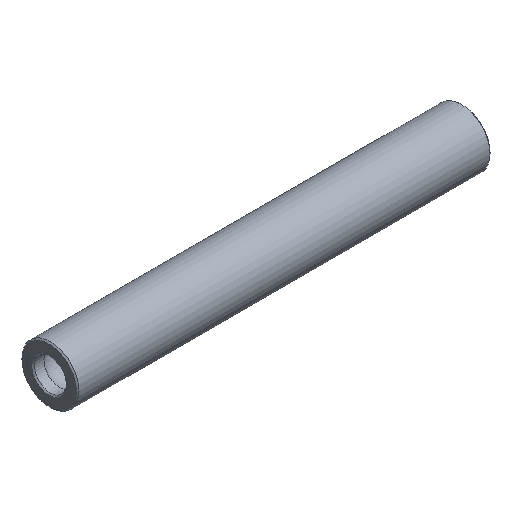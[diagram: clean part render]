
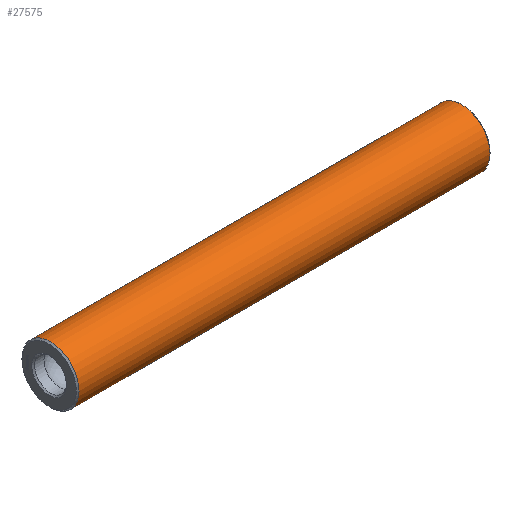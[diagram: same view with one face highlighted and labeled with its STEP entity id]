
A CAD part, isometric view. The second image highlights one B-rep face of the part: STEP entity #27575.
In plain terms, the highlighted cylindrical face has radius 6.25 mm (diameter 12.5 mm), a full revolution.
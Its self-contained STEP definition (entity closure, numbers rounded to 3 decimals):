
#126 = CONICAL_SURFACE('',#127,5.95,0.785);
#127 = AXIS2_PLACEMENT_3D('',#128,#129,#130);
#128 = CARTESIAN_POINT('',(-90.625,0.,0.));
#129 = DIRECTION('',(1.,0.,0.));
#130 = DIRECTION('',(0.,0.,1.));
#10249 = VERTEX_POINT('',#10250);
#10250 = CARTESIAN_POINT('',(-90.325,0.,6.25));
#10271 = EDGE_CURVE('',#10249,#10249,#10272,.T.);
#10272 = SURFACE_CURVE('',#10273,(#10278,#10285),.PCURVE_S1.);
#10273 = CIRCLE('',#10274,6.25);
#10274 = AXIS2_PLACEMENT_3D('',#10275,#10276,#10277);
#10275 = CARTESIAN_POINT('',(-90.325,0.,0.));
#10276 = DIRECTION('',(1.,0.,0.));
#10277 = DIRECTION('',(0.,0.,1.));
#10278 = PCURVE('',#126,#10279);
#10279 = DEFINITIONAL_REPRESENTATION('',(#10280),#10284);
#10280 = LINE('',#10281,#10282);
#10281 = CARTESIAN_POINT('',(0.,0.3));
#10282 = VECTOR('',#10283,1.);
#10283 = DIRECTION('',(1.,0.));
#10284 = ( GEOMETRIC_REPRESENTATION_CONTEXT(2) 
PARAMETRIC_REPRESENTATION_CONTEXT() REPRESENTATION_CONTEXT('2D SPACE',''
  ) );
#10285 = PCURVE('',#10286,#10291);
#10286 = CYLINDRICAL_SURFACE('',#10287,6.25);
#10287 = AXIS2_PLACEMENT_3D('',#10288,#10289,#10290);
#10288 = CARTESIAN_POINT('',(-90.325,0.,0.));
#10289 = DIRECTION('',(1.,0.,0.));
#10290 = DIRECTION('',(0.,0.,1.));
#10291 = DEFINITIONAL_REPRESENTATION('',(#10292),#10296);
#10292 = LINE('',#10293,#10294);
#10293 = CARTESIAN_POINT('',(0.,0.));
#10294 = VECTOR('',#10295,1.);
#10295 = DIRECTION('',(1.,0.));
#10296 = ( GEOMETRIC_REPRESENTATION_CONTEXT(2) 
PARAMETRIC_REPRESENTATION_CONTEXT() REPRESENTATION_CONTEXT('2D SPACE',''
  ) );
#27575 = ADVANCED_FACE('',(#27576),#10286,.T.);
#27576 = FACE_BOUND('',#27577,.T.);
#27577 = EDGE_LOOP('',(#27578,#27579,#27602,#27629));
#27578 = ORIENTED_EDGE('',*,*,#10271,.T.);
#27579 = ORIENTED_EDGE('',*,*,#27580,.T.);
#27580 = EDGE_CURVE('',#10249,#27581,#27583,.T.);
#27581 = VERTEX_POINT('',#27582);
#27582 = CARTESIAN_POINT('',(-0.3,0.,6.25));
#27583 = SEAM_CURVE('',#27584,(#27588,#27595),.PCURVE_S1.);
#27584 = LINE('',#27585,#27586);
#27585 = CARTESIAN_POINT('',(-90.325,0.,6.25));
#27586 = VECTOR('',#27587,1.);
#27587 = DIRECTION('',(1.,0.,0.));
#27588 = PCURVE('',#10286,#27589);
#27589 = DEFINITIONAL_REPRESENTATION('',(#27590),#27594);
#27590 = LINE('',#27591,#27592);
#27591 = CARTESIAN_POINT('',(0.,0.));
#27592 = VECTOR('',#27593,1.);
#27593 = DIRECTION('',(0.,1.));
#27594 = ( GEOMETRIC_REPRESENTATION_CONTEXT(2) 
PARAMETRIC_REPRESENTATION_CONTEXT() REPRESENTATION_CONTEXT('2D SPACE',''
  ) );
#27595 = PCURVE('',#10286,#27596);
#27596 = DEFINITIONAL_REPRESENTATION('',(#27597),#27601);
#27597 = LINE('',#27598,#27599);
#27598 = CARTESIAN_POINT('',(6.283,0.));
#27599 = VECTOR('',#27600,1.);
#27600 = DIRECTION('',(0.,1.));
#27601 = ( GEOMETRIC_REPRESENTATION_CONTEXT(2) 
PARAMETRIC_REPRESENTATION_CONTEXT() REPRESENTATION_CONTEXT('2D SPACE',''
  ) );
#27602 = ORIENTED_EDGE('',*,*,#27603,.F.);
#27603 = EDGE_CURVE('',#27581,#27581,#27604,.T.);
#27604 = SURFACE_CURVE('',#27605,(#27610,#27617),.PCURVE_S1.);
#27605 = CIRCLE('',#27606,6.25);
#27606 = AXIS2_PLACEMENT_3D('',#27607,#27608,#27609);
#27607 = CARTESIAN_POINT('',(-0.3,0.,0.));
#27608 = DIRECTION('',(1.,0.,0.));
#27609 = DIRECTION('',(0.,0.,1.));
#27610 = PCURVE('',#10286,#27611);
#27611 = DEFINITIONAL_REPRESENTATION('',(#27612),#27616);
#27612 = LINE('',#27613,#27614);
#27613 = CARTESIAN_POINT('',(0.,90.025));
#27614 = VECTOR('',#27615,1.);
#27615 = DIRECTION('',(1.,0.));
#27616 = ( GEOMETRIC_REPRESENTATION_CONTEXT(2) 
PARAMETRIC_REPRESENTATION_CONTEXT() REPRESENTATION_CONTEXT('2D SPACE',''
  ) );
#27617 = PCURVE('',#27618,#27623);
#27618 = CONICAL_SURFACE('',#27619,6.25,0.785);
#27619 = AXIS2_PLACEMENT_3D('',#27620,#27621,#27622);
#27620 = CARTESIAN_POINT('',(-0.3,0.,0.));
#27621 = DIRECTION('',(-1.,-0.,-0.));
#27622 = DIRECTION('',(0.,0.,1.));
#27623 = DEFINITIONAL_REPRESENTATION('',(#27624),#27628);
#27624 = LINE('',#27625,#27626);
#27625 = CARTESIAN_POINT('',(-0.,-0.));
#27626 = VECTOR('',#27627,1.);
#27627 = DIRECTION('',(-1.,-0.));
#27628 = ( GEOMETRIC_REPRESENTATION_CONTEXT(2) 
PARAMETRIC_REPRESENTATION_CONTEXT() REPRESENTATION_CONTEXT('2D SPACE',''
  ) );
#27629 = ORIENTED_EDGE('',*,*,#27580,.F.);
